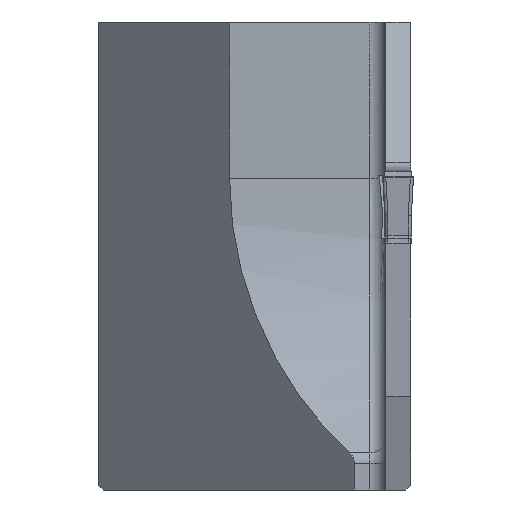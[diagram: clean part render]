
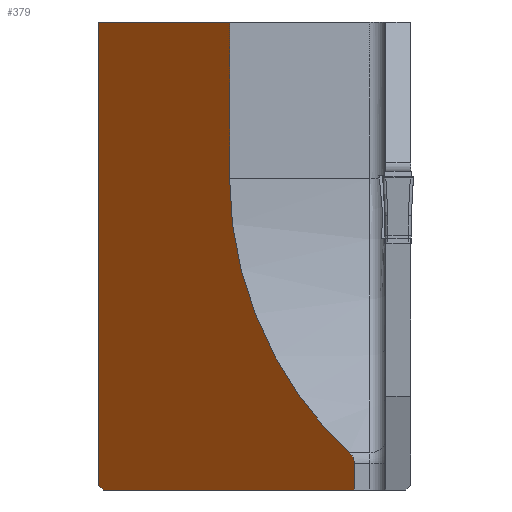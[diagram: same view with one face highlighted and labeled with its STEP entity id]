
A CAD part, left-side view. The second image highlights one B-rep face of the part: STEP entity #379.
In plain terms, the highlighted planar face has unit normal (-0.707, 0.707, 0).
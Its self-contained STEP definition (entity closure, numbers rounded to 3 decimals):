
#322=ELLIPSE('',#1653,1.414,1.);
#323=ELLIPSE('',#1674,33.941,24.);
#379=ADVANCED_FACE('',(#505),#447,.F.);
#447=PLANE('',#1687);
#505=FACE_OUTER_BOUND('',#580,.T.);
#580=EDGE_LOOP('',(#793,#794,#795,#796,#797,#798,#799,#800));
#793=ORIENTED_EDGE('',*,*,#1236,.F.);
#794=ORIENTED_EDGE('',*,*,#1233,.F.);
#795=ORIENTED_EDGE('',*,*,#1186,.F.);
#796=ORIENTED_EDGE('',*,*,#1203,.F.);
#797=ORIENTED_EDGE('',*,*,#1193,.F.);
#798=ORIENTED_EDGE('',*,*,#1210,.F.);
#799=ORIENTED_EDGE('',*,*,#1197,.F.);
#800=ORIENTED_EDGE('',*,*,#1201,.F.);
#1059=VERTEX_POINT('',#2211);
#1060=VERTEX_POINT('',#2213);
#1064=VERTEX_POINT('',#2225);
#1066=VERTEX_POINT('',#2228);
#1069=VERTEX_POINT('',#2235);
#1070=VERTEX_POINT('',#2237);
#1073=VERTEX_POINT('',#2244);
#1085=VERTEX_POINT('',#2306);
#1186=EDGE_CURVE('',#1059,#1060,#1376,.T.);
#1193=EDGE_CURVE('',#1064,#1066,#1382,.T.);
#1197=EDGE_CURVE('',#1069,#1070,#1386,.T.);
#1201=EDGE_CURVE('',#1073,#1069,#322,.T.);
#1203=EDGE_CURVE('',#1066,#1059,#1390,.T.);
#1210=EDGE_CURVE('',#1070,#1064,#1396,.T.);
#1233=EDGE_CURVE('',#1060,#1085,#1419,.T.);
#1236=EDGE_CURVE('',#1085,#1073,#323,.T.);
#1376=LINE('',#2212,#1520);
#1382=LINE('',#2227,#1526);
#1386=LINE('',#2236,#1530);
#1390=LINE('',#2248,#1534);
#1396=LINE('',#2259,#1540);
#1419=LINE('',#2305,#1563);
#1520=VECTOR('',#1803,1.);
#1526=VECTOR('',#1815,1.);
#1530=VECTOR('',#1821,1.);
#1534=VECTOR('',#1833,1.);
#1540=VECTOR('',#1843,1.);
#1563=VECTOR('',#1896,1.);
#1653=AXIS2_PLACEMENT_3D('',#2245,#1827,#1828);
#1674=AXIS2_PLACEMENT_3D('',#2311,#1901,#1902);
#1687=AXIS2_PLACEMENT_3D('',#2343,#1927,#1928);
#1803=DIRECTION('',(-0.707,-0.707,0.));
#1815=DIRECTION('',(0.577,0.577,0.577));
#1821=DIRECTION('',(0.,0.,-1.));
#1827=DIRECTION('',(0.707,-0.707,0.));
#1828=DIRECTION('',(-0.707,-0.707,0.));
#1833=DIRECTION('',(0.,0.,1.));
#1843=DIRECTION('',(0.707,0.707,0.));
#1896=DIRECTION('',(0.,0.,-1.));
#1901=DIRECTION('',(-0.707,0.707,0.));
#1902=DIRECTION('',(-0.707,-0.707,0.));
#1927=DIRECTION('',(0.707,-0.707,0.));
#1928=DIRECTION('',(0.707,0.707,0.));
#2211=CARTESIAN_POINT('',(32.4,0.,10.));
#2212=CARTESIAN_POINT('',(16.,-16.4,10.));
#2213=CARTESIAN_POINT('',(24.,-8.4,10.));
#2225=CARTESIAN_POINT('',(32.1,-0.3,-20.));
#2227=CARTESIAN_POINT('',(18.033,-14.367,-34.067));
#2228=CARTESIAN_POINT('',(32.4,0.,-19.7));
#2235=CARTESIAN_POINT('',(16.,-16.4,-18.33));
#2236=CARTESIAN_POINT('',(16.,-16.4,-30.));
#2237=CARTESIAN_POINT('',(16.,-16.4,-20.));
#2244=CARTESIAN_POINT('',(16.32,-16.08,-17.597));
#2245=CARTESIAN_POINT('',(17.,-15.4,-18.33));
#2248=CARTESIAN_POINT('',(32.4,0.,-30.));
#2259=CARTESIAN_POINT('',(16.,-16.4,-20.));
#2305=CARTESIAN_POINT('',(24.,-8.4,-30.));
#2306=CARTESIAN_POINT('',(24.,-8.4,0.));
#2311=CARTESIAN_POINT('',(0.,-32.4,0.));
#2343=CARTESIAN_POINT('',(16.,-16.4,-30.));
